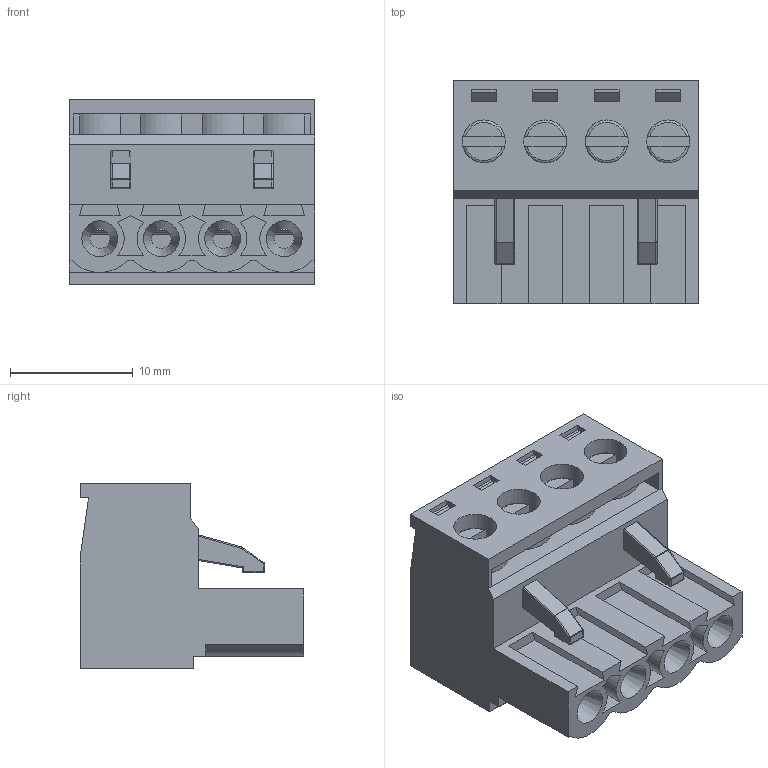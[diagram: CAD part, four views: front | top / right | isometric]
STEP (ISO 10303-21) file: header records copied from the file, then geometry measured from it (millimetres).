
FILE_DESCRIPTION( ( 'Unknown' ), '1' );
FILE_NAME( '691352710004.stp', 'Unknown', ( 'Unknown' ), ( 'Unknown' ), 'PSStep 14.0', 'Unknown', ' ' );
FILE_SCHEMA( ( 'AUTOMOTIVE_DESIGN { 1 0 10303 214 1 1 1 1 }' ) );
Length unit declared in the file: millimetre
Products named in the file (6): Assem1; 6913527100xx_PIN; 6913527100xxCAGE; 6913527100xx_VIS; 691352710004; 691352710004_COFFRE
Assembly tree (14 placements, depth 2):
  Assem1
    6913527100xx_PIN  x4
    6913527100xxCAGE  x4
    6913527100xx_VIS  x4
    691352710004
    691352710004_COFFRE
Bounding box: 20 x 18.2 x 15.1 mm (x, y, z)
Volume: 2279.4 mm3; surface area: 6110.8 mm2
Topology: 14 solids, 14 shells, 874 faces, 2391 edges, 1554 vertices
Faces by surface type: plane 592, cylinder 242, cone 16, sphere 16, torus 8
Full cylindrical faces by diameter (mm): 2.7 x8, 3.5 x8
Entity records: 19879 total; most frequent: CARTESIAN_POINT 2788, ORIENTED_EDGE 2684, DIRECTION 2591, EDGE_CURVE 1342, LINE 1119, VECTOR 1119, VERTEX_POINT 881, AXIS2_PLACEMENT_3D 736
